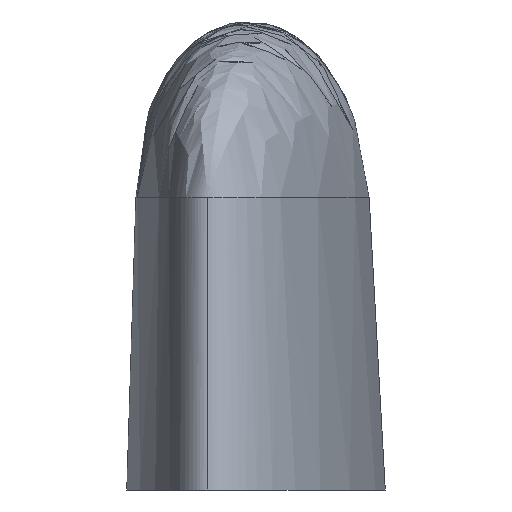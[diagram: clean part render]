
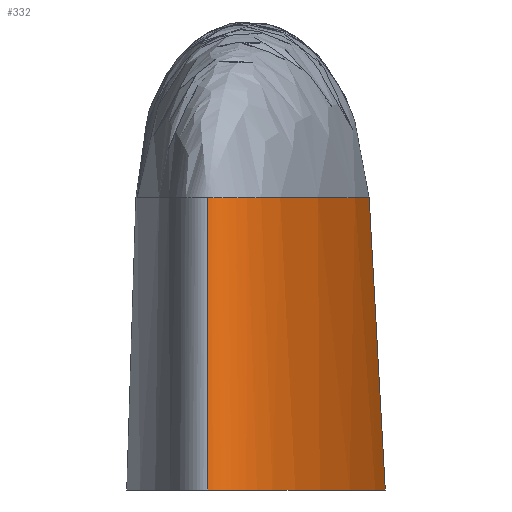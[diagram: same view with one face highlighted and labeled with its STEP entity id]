
A CAD part, left-side view. The second image highlights one B-rep face of the part: STEP entity #332.
In plain terms, the highlighted free-form (B-spline) face has degree [1, 5] with [2, 6] control points.
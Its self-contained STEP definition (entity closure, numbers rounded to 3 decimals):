
#108=CARTESIAN_POINT('Vertex',(0.,-9.798,0.)) ;
#114=CARTESIAN_POINT('Vertex',(527.58,-1.886,0.)) ;
#118=CARTESIAN_POINT('Control Point',(0.,-9.798,0.)) ;
#119=CARTESIAN_POINT('Control Point',(0.,-10.396,0.)) ;
#120=CARTESIAN_POINT('Control Point',(0.06,-10.995,0.)) ;
#121=CARTESIAN_POINT('Control Point',(0.179,-11.595,0.)) ;
#122=CARTESIAN_POINT('Control Point',(0.524,-12.794,0.)) ;
#123=CARTESIAN_POINT('Control Point',(1.074,-13.99,0.)) ;
#124=CARTESIAN_POINT('Control Point',(1.397,-14.588,0.)) ;
#125=CARTESIAN_POINT('Control Point',(2.349,-16.128,0.)) ;
#126=CARTESIAN_POINT('Control Point',(3.588,-17.66,0.)) ;
#127=CARTESIAN_POINT('Control Point',(4.453,-18.599,0.)) ;
#128=CARTESIAN_POINT('Control Point',(6.901,-20.973,0.)) ;
#129=CARTESIAN_POINT('Control Point',(9.947,-23.324,0.)) ;
#130=CARTESIAN_POINT('Control Point',(12.008,-24.74,0.)) ;
#131=CARTESIAN_POINT('Control Point',(17.568,-28.177,0.)) ;
#132=CARTESIAN_POINT('Control Point',(24.343,-31.547,0.)) ;
#133=CARTESIAN_POINT('Control Point',(28.797,-33.51,0.)) ;
#134=CARTESIAN_POINT('Control Point',(37.362,-36.866,0.)) ;
#135=CARTESIAN_POINT('Control Point',(47.405,-40.086,0.)) ;
#136=CARTESIAN_POINT('Control Point',(51.986,-41.431,0.)) ;
#137=CARTESIAN_POINT('Control Point',(60.832,-43.796,0.)) ;
#138=CARTESIAN_POINT('Control Point',(70.765,-46.016,0.)) ;
#139=CARTESIAN_POINT('Control Point',(75.436,-46.974,0.)) ;
#140=CARTESIAN_POINT('Control Point',(88.168,-49.349,0.)) ;
#141=CARTESIAN_POINT('Control Point',(102.483,-51.385,0.)) ;
#142=CARTESIAN_POINT('Control Point',(111.697,-52.46,0.)) ;
#143=CARTESIAN_POINT('Control Point',(130.426,-54.147,0.)) ;
#144=CARTESIAN_POINT('Control Point',(150.779,-55.051,0.)) ;
#145=CARTESIAN_POINT('Control Point',(160.06,-55.275,0.)) ;
#146=CARTESIAN_POINT('Control Point',(169.673,-55.345,0.)) ;
#147=CARTESIAN_POINT('Control Point',(179.311,-55.247,0.)) ;
#148=CARTESIAN_POINT('Control Point',(179.312,-55.247,0.)) ;
#149=CARTESIAN_POINT('Control Point',(179.316,-55.247,0.)) ;
#150=CARTESIAN_POINT('Control Point',(179.321,-55.247,0.)) ;
#151=CARTESIAN_POINT('Control Point',(179.323,-55.247,0.)) ;
#152=CARTESIAN_POINT('Control Point',(179.33,-55.247,0.)) ;
#153=CARTESIAN_POINT('Control Point',(179.337,-55.247,0.)) ;
#154=CARTESIAN_POINT('Control Point',(179.342,-55.247,0.)) ;
#155=CARTESIAN_POINT('Control Point',(179.356,-55.247,0.)) ;
#156=CARTESIAN_POINT('Control Point',(179.369,-55.247,0.)) ;
#157=CARTESIAN_POINT('Control Point',(179.379,-55.247,0.)) ;
#158=CARTESIAN_POINT('Control Point',(179.406,-55.246,0.)) ;
#159=CARTESIAN_POINT('Control Point',(179.434,-55.246,0.)) ;
#160=CARTESIAN_POINT('Control Point',(179.453,-55.246,0.)) ;
#161=CARTESIAN_POINT('Control Point',(179.508,-55.245,0.)) ;
#162=CARTESIAN_POINT('Control Point',(179.563,-55.245,0.)) ;
#163=CARTESIAN_POINT('Control Point',(179.6,-55.244,0.)) ;
#164=CARTESIAN_POINT('Control Point',(179.711,-55.243,0.)) ;
#165=CARTESIAN_POINT('Control Point',(179.822,-55.242,0.)) ;
#166=CARTESIAN_POINT('Control Point',(179.896,-55.241,0.)) ;
#167=CARTESIAN_POINT('Control Point',(180.117,-55.239,0.)) ;
#168=CARTESIAN_POINT('Control Point',(180.338,-55.236,0.)) ;
#169=CARTESIAN_POINT('Control Point',(180.486,-55.235,0.)) ;
#170=CARTESIAN_POINT('Control Point',(180.929,-55.229,0.)) ;
#171=CARTESIAN_POINT('Control Point',(181.371,-55.224,0.)) ;
#172=CARTESIAN_POINT('Control Point',(181.666,-55.22,0.)) ;
#173=CARTESIAN_POINT('Control Point',(182.55,-55.208,0.)) ;
#174=CARTESIAN_POINT('Control Point',(183.433,-55.195,0.)) ;
#175=CARTESIAN_POINT('Control Point',(184.022,-55.185,0.)) ;
#176=CARTESIAN_POINT('Control Point',(185.786,-55.155,0.)) ;
#177=CARTESIAN_POINT('Control Point',(187.546,-55.12,0.)) ;
#178=CARTESIAN_POINT('Control Point',(188.718,-55.094,0.)) ;
#179=CARTESIAN_POINT('Control Point',(192.228,-55.011,0.)) ;
#180=CARTESIAN_POINT('Control Point',(195.721,-54.908,0.)) ;
#181=CARTESIAN_POINT('Control Point',(198.042,-54.831,0.)) ;
#182=CARTESIAN_POINT('Control Point',(204.977,-54.577,0.)) ;
#183=CARTESIAN_POINT('Control Point',(211.836,-54.252,0.)) ;
#184=CARTESIAN_POINT('Control Point',(216.358,-54.008,0.)) ;
#185=CARTESIAN_POINT('Control Point',(229.839,-53.194,0.)) ;
#186=CARTESIAN_POINT('Control Point',(242.807,-52.176,0.)) ;
#187=CARTESIAN_POINT('Control Point',(251.365,-51.408,0.)) ;
#188=CARTESIAN_POINT('Control Point',(278.614,-48.704,0.)) ;
#189=CARTESIAN_POINT('Control Point',(304.354,-45.4,0.)) ;
#190=CARTESIAN_POINT('Control Point',(322.318,-42.775,0.)) ;
#191=CARTESIAN_POINT('Control Point',(357.762,-37.12,0.)) ;
#192=CARTESIAN_POINT('Control Point',(390.633,-31.101,0.)) ;
#193=CARTESIAN_POINT('Control Point',(408.354,-27.667,0.)) ;
#194=CARTESIAN_POINT('Control Point',(443.247,-20.602,0.)) ;
#195=CARTESIAN_POINT('Control Point',(476.514,-13.402,0.)) ;
#196=CARTESIAN_POINT('Control Point',(493.835,-9.554,0.)) ;
#197=CARTESIAN_POINT('Control Point',(510.772,-5.723,0.)) ;
#198=CARTESIAN_POINT('Control Point',(527.58,-1.886,0.)) ;
#226=CARTESIAN_POINT('Vertex',(484.112,-2.869,75.)) ;
#230=CARTESIAN_POINT('Control Point',(527.58,-1.886,0.)) ;
#231=CARTESIAN_POINT('Control Point',(484.112,-2.869,75.)) ;
#266=CARTESIAN_POINT('Control Point',(484.112,-2.869,75.)) ;
#267=CARTESIAN_POINT('Control Point',(363.563,-30.287,75.)) ;
#268=CARTESIAN_POINT('Control Point',(204.754,-64.48,75.)) ;
#269=CARTESIAN_POINT('Control Point',(99.197,-66.669,75.)) ;
#270=CARTESIAN_POINT('Control Point',(5.244,-32.071,75.)) ;
#271=CARTESIAN_POINT('Control Point',(5.245,-9.798,75.)) ;
#272=CARTESIAN_POINT('Vertex',(5.245,-9.798,75.)) ;
#303=CARTESIAN_POINT('Control Point',(5.245,-9.798,75.)) ;
#304=CARTESIAN_POINT('Control Point',(0.,-9.798,0.)) ;
#314=CARTESIAN_POINT('Control Point',(0.,-9.798,0.)) ;
#315=CARTESIAN_POINT('Control Point',(0.,-34.329,0.)) ;
#316=CARTESIAN_POINT('Control Point',(103.607,-72.451,0.)) ;
#317=CARTESIAN_POINT('Control Point',(219.896,-69.937,0.)) ;
#318=CARTESIAN_POINT('Control Point',(395.028,-32.142,0.)) ;
#319=CARTESIAN_POINT('Control Point',(527.58,-1.886,0.)) ;
#320=CARTESIAN_POINT('Control Point',(5.245,-9.798,75.)) ;
#321=CARTESIAN_POINT('Control Point',(5.244,-32.071,75.)) ;
#322=CARTESIAN_POINT('Control Point',(99.197,-66.669,75.)) ;
#323=CARTESIAN_POINT('Control Point',(204.754,-64.48,75.)) ;
#324=CARTESIAN_POINT('Control Point',(363.563,-30.287,75.)) ;
#325=CARTESIAN_POINT('Control Point',(484.112,-2.869,75.)) ;
#199=EDGE_CURVE('',#109,#115,#117,.T.) ;
#232=EDGE_CURVE('',#115,#227,#229,.T.) ;
#274=EDGE_CURVE('',#227,#273,#265,.T.) ;
#305=EDGE_CURVE('',#273,#109,#302,.T.) ;
#327=ORIENTED_EDGE('',*,*,#199,.T.) ;
#328=ORIENTED_EDGE('',*,*,#232,.T.) ;
#329=ORIENTED_EDGE('',*,*,#274,.T.) ;
#330=ORIENTED_EDGE('',*,*,#305,.T.) ;
#326=EDGE_LOOP('',(#327,#328,#329,#330)) ;
#109=VERTEX_POINT('',#108) ;
#115=VERTEX_POINT('',#114) ;
#227=VERTEX_POINT('',#226) ;
#273=VERTEX_POINT('',#272) ;
#332=ADVANCED_FACE('PartBody',(#331),#313,.F.) ;
#117=B_SPLINE_CURVE_WITH_KNOTS('',5,(#118,#119,#120,#121,#122,#123,#124,#125,#126,#127,#128,#129,#130,#131,#132,#133,#134,#135,#136,#137,#138,#139,#140,#141,#142,#143,#144,#145,#146,#147,#148,#149,#150,#151,#152,#153,#154,#155,#156,#157,#158,#159,#160,#161,#162,#163,#164,#165,#166,#167,#168,#169,#170,#171,#172,#173,#174,#175,#176,#177,#178,#179,#180,#181,#182,#183,#184,#185,#186,#187,#188,#189,#190,#191,#192,#193,#194,#195,#196,#197,#198),.UNSPECIFIED.,.F.,.U.,(6,3,3,3,3,3,3,3,3,3,3,3,3,3,3,3,3,3,3,3,3,3,3,3,3,3,6),(0.,0.929,1.858,3.336,5.611,8.906,11.356,13.343,16.486,19.199,19.2,19.201,19.202,19.206,19.213,19.226,19.254,19.309,19.418,19.638,20.077,20.954,22.709,26.22,34.559,44.12,54.505),.UNSPECIFIED.) ;
#229=B_SPLINE_CURVE_WITH_KNOTS('',1,(#230,#231),.UNSPECIFIED.,.F.,.U.,(2,2),(0.,1.),.UNSPECIFIED.) ;
#265=B_SPLINE_CURVE_WITH_KNOTS('',5,(#266,#267,#268,#269,#270,#271),.UNSPECIFIED.,.F.,.U.,(6,6),(0.,1.),.UNSPECIFIED.) ;
#302=B_SPLINE_CURVE_WITH_KNOTS('',1,(#303,#304),.UNSPECIFIED.,.F.,.U.,(2,2),(0.,1.),.UNSPECIFIED.) ;
#313=B_SPLINE_SURFACE_WITH_KNOTS('',1,5,((#314,#315,#316,#317,#318,#319),(#320,#321,#322,#323,#324,#325)),.UNSPECIFIED.,.F.,.F.,.U.,(2,2),(6,6),(0.,1.),(0.,1.),.UNSPECIFIED.) ;
#331=FACE_OUTER_BOUND('',#326,.T.) ;
